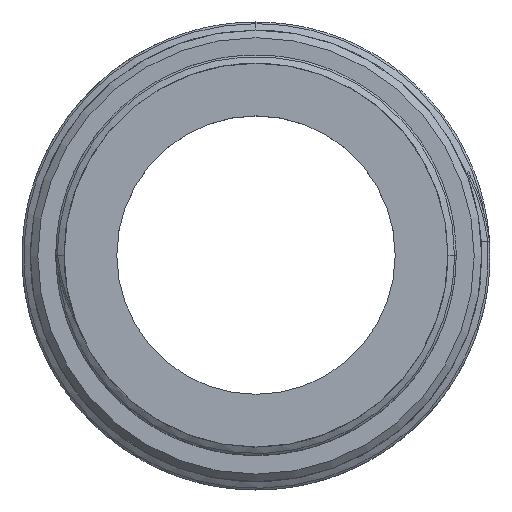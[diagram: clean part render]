
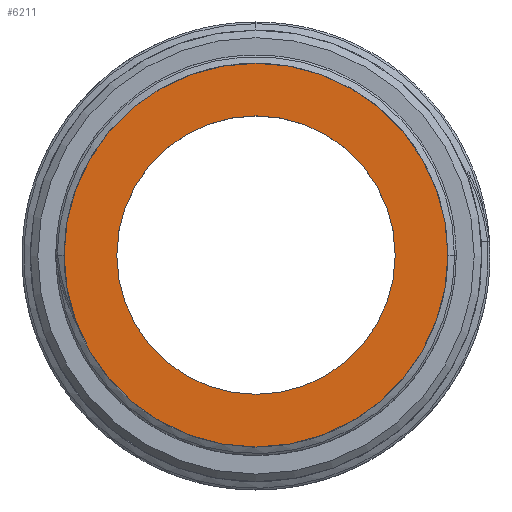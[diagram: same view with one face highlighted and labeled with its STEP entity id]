
A CAD part, top view. The second image highlights one B-rep face of the part: STEP entity #6211.
In plain terms, the highlighted planar face has unit normal (0, 0, 1).
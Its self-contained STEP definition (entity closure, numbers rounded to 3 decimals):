
#5321 = CYLINDRICAL_SURFACE('',#5322,18.5);
#5322 = AXIS2_PLACEMENT_3D('',#5323,#5324,#5325);
#5323 = CARTESIAN_POINT('',(0.,0.,73.));
#5324 = DIRECTION('',(0.,0.,1.));
#5325 = DIRECTION('',(0.,1.,0.));
#5749 = VERTEX_POINT('',#5750);
#5750 = CARTESIAN_POINT('',(0.,18.5,73.));
#5773 = EDGE_CURVE('',#5749,#5749,#5774,.T.);
#5774 = SURFACE_CURVE('',#5775,(#5780,#5787),.PCURVE_S1.);
#5775 = CIRCLE('',#5776,18.5);
#5776 = AXIS2_PLACEMENT_3D('',#5777,#5778,#5779);
#5777 = CARTESIAN_POINT('',(0.,0.,73.));
#5778 = DIRECTION('',(0.,-0.,1.));
#5779 = DIRECTION('',(0.,1.,0.));
#5780 = PCURVE('',#5321,#5781);
#5781 = DEFINITIONAL_REPRESENTATION('',(#5782),#5786);
#5782 = LINE('',#5783,#5784);
#5783 = CARTESIAN_POINT('',(0.,0.));
#5784 = VECTOR('',#5785,1.);
#5785 = DIRECTION('',(1.,0.));
#5786 = ( GEOMETRIC_REPRESENTATION_CONTEXT(2) 
PARAMETRIC_REPRESENTATION_CONTEXT() REPRESENTATION_CONTEXT('2D SPACE',''
  ) );
#5787 = PCURVE('',#5788,#5793);
#5788 = PLANE('',#5789);
#5789 = AXIS2_PLACEMENT_3D('',#5790,#5791,#5792);
#5790 = CARTESIAN_POINT('',(0.,0.,73.)
  );
#5791 = DIRECTION('',(0.,0.,1.));
#5792 = DIRECTION('',(1.,0.,0.));
#5793 = DEFINITIONAL_REPRESENTATION('',(#5794),#5798);
#5794 = CIRCLE('',#5795,18.5);
#5795 = AXIS2_PLACEMENT_2D('',#5796,#5797);
#5796 = CARTESIAN_POINT('',(0.,0.));
#5797 = DIRECTION('',(0.,1.));
#5798 = ( GEOMETRIC_REPRESENTATION_CONTEXT(2) 
PARAMETRIC_REPRESENTATION_CONTEXT() REPRESENTATION_CONTEXT('2D SPACE',''
  ) );
#6211 = ADVANCED_FACE('',(#6212,#6243),#5788,.T.);
#6212 = FACE_BOUND('',#6213,.T.);
#6213 = EDGE_LOOP('',(#6214));
#6214 = ORIENTED_EDGE('',*,*,#6215,.T.);
#6215 = EDGE_CURVE('',#6216,#6216,#6218,.T.);
#6216 = VERTEX_POINT('',#6217);
#6217 = CARTESIAN_POINT('',(25.5,0.,73.));
#6218 = SURFACE_CURVE('',#6219,(#6224,#6231),.PCURVE_S1.);
#6219 = CIRCLE('',#6220,25.5);
#6220 = AXIS2_PLACEMENT_3D('',#6221,#6222,#6223);
#6221 = CARTESIAN_POINT('',(0.,0.,73.));
#6222 = DIRECTION('',(0.,0.,1.));
#6223 = DIRECTION('',(1.,0.,0.));
#6224 = PCURVE('',#5788,#6225);
#6225 = DEFINITIONAL_REPRESENTATION('',(#6226),#6230);
#6226 = CIRCLE('',#6227,25.5);
#6227 = AXIS2_PLACEMENT_2D('',#6228,#6229);
#6228 = CARTESIAN_POINT('',(0.,0.));
#6229 = DIRECTION('',(1.,0.));
#6230 = ( GEOMETRIC_REPRESENTATION_CONTEXT(2) 
PARAMETRIC_REPRESENTATION_CONTEXT() REPRESENTATION_CONTEXT('2D SPACE',''
  ) );
#6231 = PCURVE('',#6232,#6237);
#6232 = CYLINDRICAL_SURFACE('',#6233,25.5);
#6233 = AXIS2_PLACEMENT_3D('',#6234,#6235,#6236);
#6234 = CARTESIAN_POINT('',(0.,0.,13.));
#6235 = DIRECTION('',(-0.,-0.,-1.));
#6236 = DIRECTION('',(1.,0.,0.));
#6237 = DEFINITIONAL_REPRESENTATION('',(#6238),#6242);
#6238 = LINE('',#6239,#6240);
#6239 = CARTESIAN_POINT('',(-0.,-60.));
#6240 = VECTOR('',#6241,1.);
#6241 = DIRECTION('',(-1.,0.));
#6242 = ( GEOMETRIC_REPRESENTATION_CONTEXT(2) 
PARAMETRIC_REPRESENTATION_CONTEXT() REPRESENTATION_CONTEXT('2D SPACE',''
  ) );
#6243 = FACE_BOUND('',#6244,.T.);
#6244 = EDGE_LOOP('',(#6245));
#6245 = ORIENTED_EDGE('',*,*,#5773,.F.);
